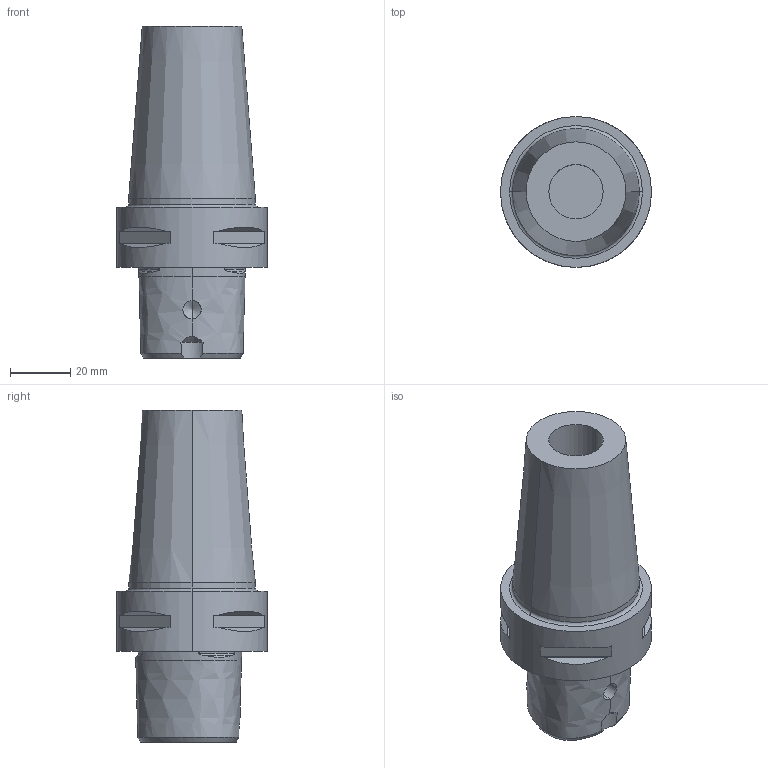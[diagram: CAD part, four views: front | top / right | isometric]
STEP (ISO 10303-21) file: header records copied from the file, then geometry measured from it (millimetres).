
FILE_DESCRIPTION (( 'STEP AP203' ), '1' );
FILE_NAME ('142.651.18.080.STEP', '2020-06-04T10:22:13', ( '' ), ( '' ), 'SwSTEP 2.0', 'SolidWorks 2017', '' );
FILE_SCHEMA (( 'CONFIG_CONTROL_DESIGN' ));
Length unit declared in the file: millimetre
Products named in the file (1): 142.651.18.080
Bounding box: 50 x 50 x 110 mm (x, y, z)
Volume: 107166.3 mm3; surface area: 22680.1 mm2
Topology: 1 solids, 1 shells, 86 faces, 200 edges, 122 vertices
Faces by surface type: plane 30, cylinder 21, cone 18, torus 11, bspline 6
Entity records: 4728 total; most frequent: CARTESIAN_POINT 2767, ORIENTED_EDGE 392, DIRECTION 390, EDGE_CURVE 196, AXIS2_PLACEMENT_3D 166, VERTEX_POINT 122, EDGE_LOOP 98, ADVANCED_FACE 86
